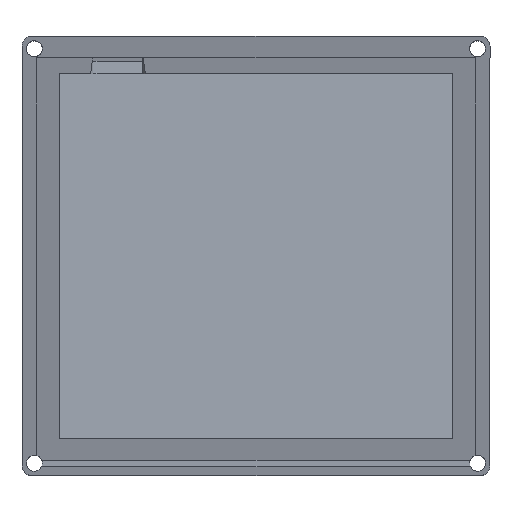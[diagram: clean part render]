
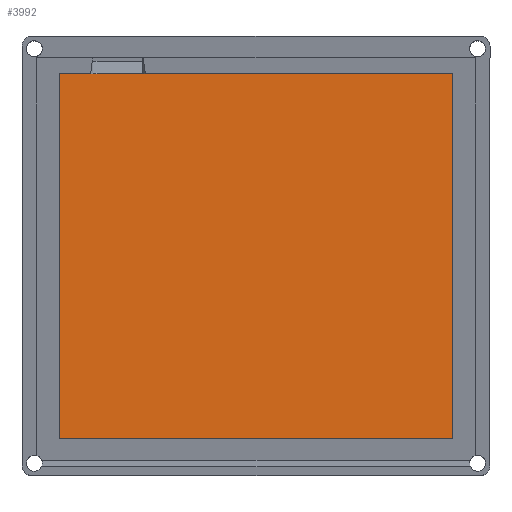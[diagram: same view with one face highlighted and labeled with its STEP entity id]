
A CAD part, top view. The second image highlights one B-rep face of the part: STEP entity #3992.
In plain terms, the highlighted planar face has unit normal (0, 0, 1).
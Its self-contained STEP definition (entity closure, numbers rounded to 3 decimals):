
#234=PLANE('',#4180);
#435=FACE_OUTER_BOUND('',#669,.T.);
#669=EDGE_LOOP('',(#3630,#3631,#3632,#3633));
#1077=LINE('',#7032,#1500);
#1078=LINE('',#7034,#1501);
#1079=LINE('',#7036,#1502);
#1080=LINE('',#7037,#1503);
#1500=VECTOR('',#4914,10.);
#1501=VECTOR('',#4915,10.);
#1502=VECTOR('',#4916,10.);
#1503=VECTOR('',#4917,10.);
#2001=VERTEX_POINT('',#7030);
#2002=VERTEX_POINT('',#7031);
#2003=VERTEX_POINT('',#7033);
#2004=VERTEX_POINT('',#7035);
#2552=EDGE_CURVE('',#2001,#2002,#1077,.T.);
#2553=EDGE_CURVE('',#2003,#2001,#1078,.T.);
#2554=EDGE_CURVE('',#2004,#2003,#1079,.T.);
#2555=EDGE_CURVE('',#2002,#2004,#1080,.T.);
#3630=ORIENTED_EDGE('',*,*,#2552,.F.);
#3631=ORIENTED_EDGE('',*,*,#2553,.F.);
#3632=ORIENTED_EDGE('',*,*,#2554,.F.);
#3633=ORIENTED_EDGE('',*,*,#2555,.F.);
#3992=ADVANCED_FACE('',(#435),#234,.T.);
#4180=AXIS2_PLACEMENT_3D('',#7029,#4912,#4913);
#4912=DIRECTION('center_axis',(0.,0.,1.));
#4913=DIRECTION('ref_axis',(1.,0.,0.));
#4914=DIRECTION('',(0.,-1.,0.));
#4915=DIRECTION('',(1.,0.,0.));
#4916=DIRECTION('',(0.,1.,0.));
#4917=DIRECTION('',(-1.,0.,0.));
#7029=CARTESIAN_POINT('Origin',(-48.216,-24.231,10.));
#7030=CARTESIAN_POINT('',(33.284,51.509,10.));
#7031=CARTESIAN_POINT('',(33.284,-21.731,10.));
#7032=CARTESIAN_POINT('',(33.284,-4.768,10.));
#7033=CARTESIAN_POINT('',(-45.716,51.509,10.));
#7034=CARTESIAN_POINT('',(-48.216,51.509,10.));
#7035=CARTESIAN_POINT('',(-45.716,-21.731,10.));
#7036=CARTESIAN_POINT('',(-45.716,-4.671,10.));
#7037=CARTESIAN_POINT('',(-48.216,-21.731,10.));
